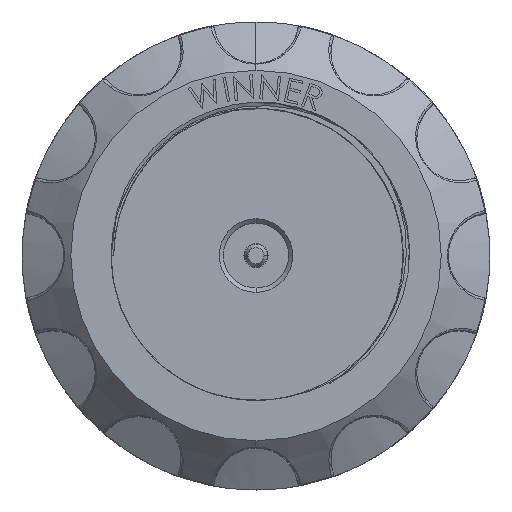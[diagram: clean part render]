
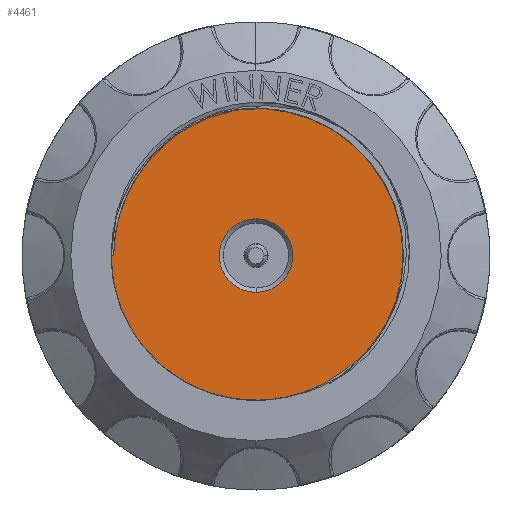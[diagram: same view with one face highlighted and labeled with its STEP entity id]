
A CAD part, top view. The second image highlights one B-rep face of the part: STEP entity #4461.
In plain terms, the highlighted planar face has unit normal (0, 0, 1).
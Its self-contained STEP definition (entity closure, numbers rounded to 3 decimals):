
#62 = DIRECTION ( 'NONE',  ( 0., 0., -1. ) ) ;
#201 = AXIS2_PLACEMENT_3D ( 'NONE', #5761, #62, #18087 ) ;
#353 = CARTESIAN_POINT ( 'NONE',  ( 0., -2.6, 70.4 ) ) ;
#429 = DIRECTION ( 'NONE',  ( 0., 0., 1. ) ) ;
#1055 = B_SPLINE_CURVE_WITH_KNOTS ( 'NONE', 3,
 ( #2013, #6036, #14639, #15801, #3434, #17461, #13034, #10226, #1885, #3305 ),
 .UNSPECIFIED., .F., .F.,
 ( 4, 2, 2, 2, 4 ),
 ( 0.016, 0.018, 0.019, 0.021, 0.022 ),
 .UNSPECIFIED. ) ;
#1223 = CARTESIAN_POINT ( 'NONE',  ( -10.25, 0., 70.4 ) ) ;
#1288 = CIRCLE ( 'NONE', #201, 2.6 ) ;
#1506 = CARTESIAN_POINT ( 'NONE',  ( 5.885, -8.575, 70.4 ) ) ;
#1542 = CARTESIAN_POINT ( 'NONE',  ( -10.063, 0., 70.4 ) ) ;
#1885 = CARTESIAN_POINT ( 'NONE',  ( -7.337, 7.081, 70.4 ) ) ;
#2013 = CARTESIAN_POINT ( 'NONE',  ( -2.702, 10.043, 70.4 ) ) ;
#2214 = CARTESIAN_POINT ( 'NONE',  ( -8.035, 6.212, 70.4 ) ) ;
#2283 = VERTEX_POINT ( 'NONE', #14646 ) ;
#2286 = AXIS2_PLACEMENT_3D ( 'NONE', #10936, #6528, #2371 ) ;
#2371 = DIRECTION ( 'NONE',  ( 0., -1., 0. ) ) ;
#2628 = VERTEX_POINT ( 'NONE', #10956 ) ;
#2718 = EDGE_LOOP ( 'NONE', ( #5019, #4838 ) ) ;
#3028 = VERTEX_POINT ( 'NONE', #1542 ) ;
#3151 = CARTESIAN_POINT ( 'NONE',  ( 0., 0., 70.4 ) ) ;
#3254 = CARTESIAN_POINT ( 'NONE',  ( 0., 0., 70.4 ) ) ;
#3305 = CARTESIAN_POINT ( 'NONE',  ( -7.656, 6.683, 70.4 ) ) ;
#3434 = CARTESIAN_POINT ( 'NONE',  ( -5.007, 9.018, 70.4 ) ) ;
#3514 = ORIENTED_EDGE ( 'NONE', *, *, #12243, .T. ) ;
#3554 = VERTEX_POINT ( 'NONE', #353 ) ;
#3759 = CARTESIAN_POINT ( 'NONE',  ( -8.976, 4.664, 70.4 ) ) ;
#4461 = ADVANCED_FACE ( 'NONE', ( #17622, #5405 ), #11675, .F. ) ;
#4483 = ORIENTED_EDGE ( 'NONE', *, *, #13807, .T. ) ;
#4641 = CIRCLE ( 'NONE', #15199, 10.4 ) ;
#4838 = ORIENTED_EDGE ( 'NONE', *, *, #16643, .T. ) ;
#5019 = ORIENTED_EDGE ( 'NONE', *, *, #17193, .T. ) ;
#5100 = CARTESIAN_POINT ( 'NONE',  ( -10.063, 0.605, 70.4 ) ) ;
#5160 = CARTESIAN_POINT ( 'NONE',  ( -7.656, 6.683, 70.4 ) ) ;
#5386 = EDGE_CURVE ( 'NONE', #2628, #3028, #15986, .T. ) ;
#5405 = FACE_OUTER_BOUND ( 'NONE', #12284, .T. ) ;
#5761 = CARTESIAN_POINT ( 'NONE',  ( 0., 0., 70.4 ) ) ;
#5831 = CARTESIAN_POINT ( 'NONE',  ( 5.885, -8.575, 70.4 ) ) ;
#5938 = DIRECTION ( 'NONE',  ( -1., 0., 0. ) ) ;
#6036 = CARTESIAN_POINT ( 'NONE',  ( -3.184, 9.892, 70.4 ) ) ;
#6528 = DIRECTION ( 'NONE',  ( 0., 0., -1. ) ) ;
#6558 = CARTESIAN_POINT ( 'NONE',  ( -9.8, 2.393, 70.4 ) ) ;
#6788 = EDGE_CURVE ( 'NONE', #2283, #2628, #1055, .T. ) ;
#7057 = CARTESIAN_POINT ( 'NONE',  ( 2.923, -9.874, 70.4 ) ) ;
#7124 = EDGE_CURVE ( 'NONE', #15689, #13625, #9209, .T. ) ;
#7379 = ORIENTED_EDGE ( 'NONE', *, *, #5386, .T. ) ;
#7430 = CARTESIAN_POINT ( 'NONE',  ( 0., 0., 70.4 ) ) ;
#7444 = DIRECTION ( 'NONE',  ( 0., -1., 0. ) ) ;
#7552 = DIRECTION ( 'NONE',  ( -1., 0., 0. ) ) ;
#8264 = CARTESIAN_POINT ( 'NONE',  ( 4.756, -9.201, 70.4 ) ) ;
#8401 = EDGE_CURVE ( 'NONE', #14063, #13625, #12302, .T. ) ;
#8812 = ORIENTED_EDGE ( 'NONE', *, *, #6788, .T. ) ;
#9176 = CARTESIAN_POINT ( 'NONE',  ( -10.01, 1.204, 70.4 ) ) ;
#9209 = B_SPLINE_CURVE_WITH_KNOTS ( 'NONE', 3,
 ( #1506, #16703, #12715, #8264, #11250, #12592, #7057, #14057 ),
 .UNSPECIFIED., .F., .F.,
 ( 4, 2, 2, 4 ),
 ( 0.008, 0.009, 0.01, 0.012 ),
 .UNSPECIFIED. ) ;
#9228 = CARTESIAN_POINT ( 'NONE',  ( -9.231, 4.114, 70.4 ) ) ;
#10009 = CIRCLE ( 'NONE', #2286, 2.6 ) ;
#10118 = DIRECTION ( 'NONE',  ( 0., 0., 1. ) ) ;
#10226 = CARTESIAN_POINT ( 'NONE',  ( -6.99, 7.452, 70.4 ) ) ;
#10936 = CARTESIAN_POINT ( 'NONE',  ( 0., 0., 70.4 ) ) ;
#10956 = CARTESIAN_POINT ( 'NONE',  ( -7.656, 6.683, 70.4 ) ) ;
#11250 = CARTESIAN_POINT ( 'NONE',  ( 4.459, -9.335, 70.4 ) ) ;
#11479 = ORIENTED_EDGE ( 'NONE', *, *, #8401, .T. ) ;
#11675 = PLANE ( 'NONE',  #12339 ) ;
#11973 = VERTEX_POINT ( 'NONE', #18057 ) ;
#12243 = EDGE_CURVE ( 'NONE', #3028, #14063, #13951, .T. ) ;
#12284 = EDGE_LOOP ( 'NONE', ( #3514, #11479, #17375, #4483, #8812, #7379 ) ) ;
#12302 = CIRCLE ( 'NONE', #16968, 10.25 ) ;
#12339 = AXIS2_PLACEMENT_3D ( 'NONE', #15835, #14234, #14488 ) ;
#12592 = CARTESIAN_POINT ( 'NONE',  ( 3.548, -9.695, 70.4 ) ) ;
#12715 = CARTESIAN_POINT ( 'NONE',  ( 5.333, -8.907, 70.4 ) ) ;
#13034 = CARTESIAN_POINT ( 'NONE',  ( -6.241, 8.141, 70.4 ) ) ;
#13357 = CARTESIAN_POINT ( 'NONE',  ( -9.643, 2.98, 70.4 ) ) ;
#13516 = VECTOR ( 'NONE', #7552, 1000. ) ;
#13625 = VERTEX_POINT ( 'NONE', #15145 ) ;
#13807 = EDGE_CURVE ( 'NONE', #15689, #2283, #4641, .T. ) ;
#13951 = LINE ( 'NONE', #7430, #13516 ) ;
#14057 = CARTESIAN_POINT ( 'NONE',  ( 2.28, -9.993, 70.4 ) ) ;
#14063 = VERTEX_POINT ( 'NONE', #1223 ) ;
#14234 = DIRECTION ( 'NONE',  ( 0., 0., -1. ) ) ;
#14488 = DIRECTION ( 'NONE',  ( 0., -1., 0. ) ) ;
#14639 = CARTESIAN_POINT ( 'NONE',  ( -3.661, 9.704, 70.4 ) ) ;
#14646 = CARTESIAN_POINT ( 'NONE',  ( -2.702, 10.043, 70.4 ) ) ;
#14789 = CARTESIAN_POINT ( 'NONE',  ( -10.063, 0., 70.4 ) ) ;
#14850 = CARTESIAN_POINT ( 'NONE',  ( -8.379, 5.712, 70.4 ) ) ;
#15145 = CARTESIAN_POINT ( 'NONE',  ( 2.28, -9.993, 70.4 ) ) ;
#15199 = AXIS2_PLACEMENT_3D ( 'NONE', #3254, #10118, #7444 ) ;
#15689 = VERTEX_POINT ( 'NONE', #5831 ) ;
#15801 = CARTESIAN_POINT ( 'NONE',  ( -4.571, 9.267, 70.4 ) ) ;
#15835 = CARTESIAN_POINT ( 'NONE',  ( 0., 0., 70.4 ) ) ;
#15986 = B_SPLINE_CURVE_WITH_KNOTS ( 'NONE', 3,
 ( #5160, #2214, #14850, #3759, #9228, #13357, #6558, #9176, #5100, #14789 ),
 .UNSPECIFIED., .F., .F.,
 ( 4, 2, 2, 2, 4 ),
 ( 0., 0.002, 0.004, 0.005, 0.007 ),
 .UNSPECIFIED. ) ;
#16643 = EDGE_CURVE ( 'NONE', #3554, #11973, #10009, .T. ) ;
#16703 = CARTESIAN_POINT ( 'NONE',  ( 5.613, -8.747, 70.4 ) ) ;
#16968 = AXIS2_PLACEMENT_3D ( 'NONE', #3151, #429, #5938 ) ;
#17193 = EDGE_CURVE ( 'NONE', #11973, #3554, #1288, .T. ) ;
#17375 = ORIENTED_EDGE ( 'NONE', *, *, #7124, .F. ) ;
#17461 = CARTESIAN_POINT ( 'NONE',  ( -5.842, 8.456, 70.4 ) ) ;
#17622 = FACE_BOUND ( 'NONE', #2718, .T. ) ;
#18057 = CARTESIAN_POINT ( 'NONE',  ( 0., 2.6, 70.4 ) ) ;
#18087 = DIRECTION ( 'NONE',  ( 0., -1., 0. ) ) ;
